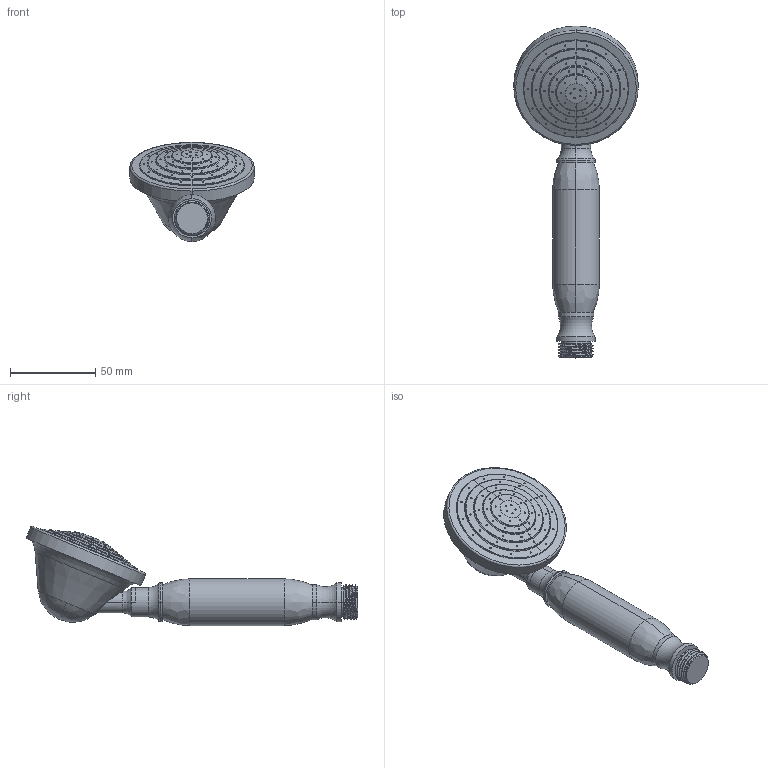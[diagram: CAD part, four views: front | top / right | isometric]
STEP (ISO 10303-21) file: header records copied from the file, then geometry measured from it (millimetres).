
FILE_DESCRIPTION((''),'2;1');
FILE_NAME('283-201','2024-11-13T08:48:16',('rsmith'),(''),'CREO PARAMETRIC BY PTC INC, 2023134','CREO PARAMETRIC BY PTC INC, 2023134','');
FILE_SCHEMA(('CONFIG_CONTROL_DESIGN'));
Length unit declared in the file: inch
Products named in the file (1): 283-201
Bounding box: 73.03 x 195.02 x 58.26 mm (x, y, z)
Volume: 153095.8 mm3; surface area: 34803.2 mm2
Topology: 1 solids, 1 shells, 294 faces, 762 edges, 474 vertices
Faces by surface type: cylinder 167, torus 56, cone 29, bspline 24, plane 18
Entity records: 17813 total; most frequent: CARTESIAN_POINT 10906, ORIENTED_EDGE 1524, DIRECTION 1212, EDGE_CURVE 762, AXIS2_PLACEMENT_3D 499, VERTEX_POINT 474, EDGE_LOOP 416, B_SPLINE_CURVE_WITH_KNOTS 319
